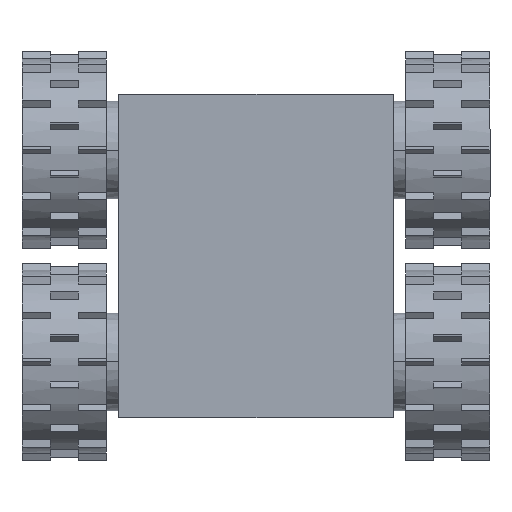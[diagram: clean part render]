
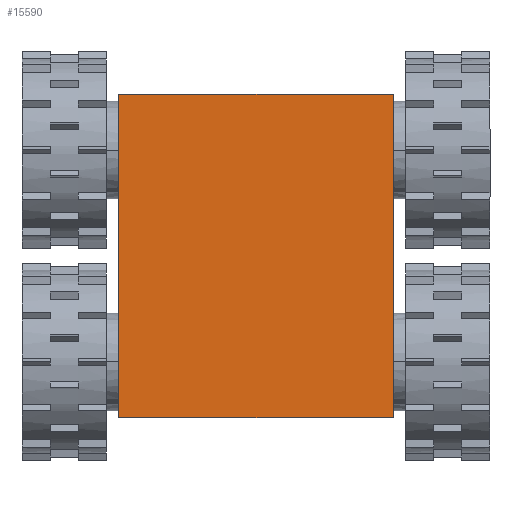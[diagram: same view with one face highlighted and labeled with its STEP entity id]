
A CAD part, top view. The second image highlights one B-rep face of the part: STEP entity #15590.
In plain terms, the highlighted free-form (B-spline) face has degree [1, 1] with [2, 2] control points.
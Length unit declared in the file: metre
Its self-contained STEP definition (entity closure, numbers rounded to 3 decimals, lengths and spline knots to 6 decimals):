
#239=B_SPLINE_SURFACE_WITH_KNOTS('',1,1,((#22326,#22327),(#22328,#22329)),
 .PLANE_SURF.,.F.,.F.,.F.,(2,2),(2,2),(0.,1.),(0.,1.),.UNSPECIFIED.);
#914=LINE('',#22304,#2500);
#917=LINE('',#22313,#2503);
#919=LINE('',#22320,#2505);
#920=LINE('',#22325,#2506);
#2500=VECTOR('',#17494,1.);
#2503=VECTOR('',#17497,1.);
#2505=VECTOR('',#17499,1.);
#2506=VECTOR('',#17500,1.);
#5051=ORIENTED_EDGE('',*,*,#9230,.F.);
#5052=ORIENTED_EDGE('',*,*,#9233,.T.);
#5053=ORIENTED_EDGE('',*,*,#9235,.T.);
#5054=ORIENTED_EDGE('',*,*,#9236,.F.);
#9230=EDGE_CURVE('',#11399,#11400,#914,.T.);
#9233=EDGE_CURVE('',#11399,#11401,#917,.T.);
#9235=EDGE_CURVE('',#11401,#11402,#919,.T.);
#9236=EDGE_CURVE('',#11400,#11402,#920,.T.);
#11399=VERTEX_POINT('',#22303);
#11400=VERTEX_POINT('',#22305);
#11401=VERTEX_POINT('',#22312);
#11402=VERTEX_POINT('',#22319);
#13408=EDGE_LOOP('',(#5051,#5052,#5053,#5054));
#14428=FACE_BOUND('',#13408,.T.);
#15590=ADVANCED_FACE('',(#14428),#239,.T.);
#17494=DIRECTION('',(1.,0.,0.));
#17497=DIRECTION('',(0.,-1.,0.));
#17499=DIRECTION('',(1.,0.,0.));
#17500=DIRECTION('',(0.,-1.,0.));
#22303=CARTESIAN_POINT('',(-0.0975,0.115,0.005));
#22304=CARTESIAN_POINT('',(0.,0.115,0.005));
#22305=CARTESIAN_POINT('',(0.0975,0.115,0.005));
#22312=CARTESIAN_POINT('',(-0.0975,-0.115,0.005));
#22313=CARTESIAN_POINT('',(-0.0975,0.,0.005));
#22319=CARTESIAN_POINT('',(0.0975,-0.115,0.005));
#22320=CARTESIAN_POINT('',(0.,-0.115,0.005));
#22325=CARTESIAN_POINT('',(0.0975,0.,0.005));
#22326=CARTESIAN_POINT('',(-0.10725,-0.1265,0.005));
#22327=CARTESIAN_POINT('',(-0.10725,0.1265,0.005));
#22328=CARTESIAN_POINT('',(0.10725,-0.1265,0.005));
#22329=CARTESIAN_POINT('',(0.10725,0.1265,0.005));
